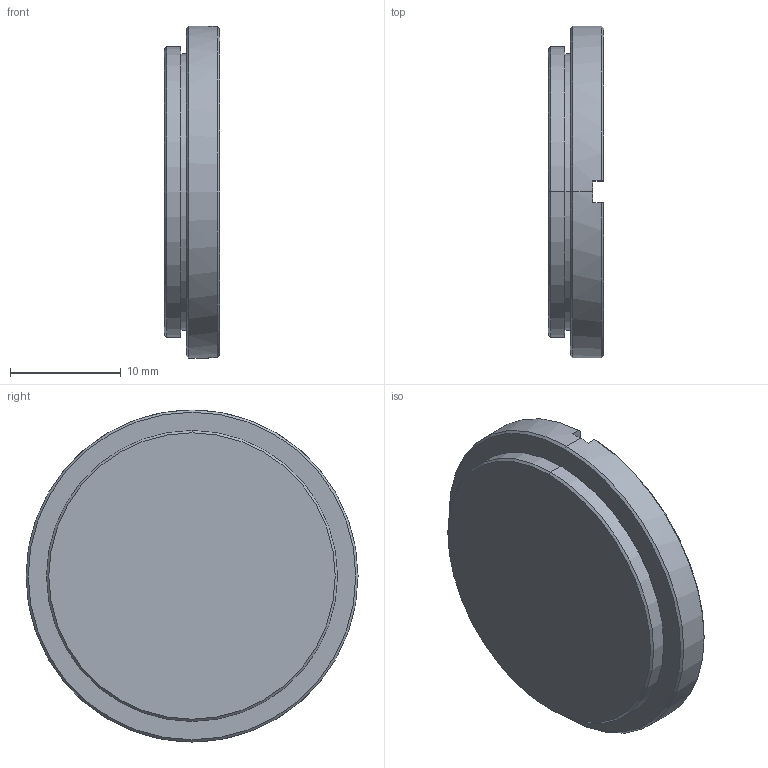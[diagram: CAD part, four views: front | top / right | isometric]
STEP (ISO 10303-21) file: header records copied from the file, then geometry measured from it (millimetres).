
FILE_DESCRIPTION (( 'STEP AP214' ), '1' );
FILE_NAME ('04CEC-S1-05L.STEP', '2018-10-17T08:19:13', ( '' ), ( '' ), 'SwSTEP 2.0', 'SolidWorks 2016', '' );
FILE_SCHEMA (( 'AUTOMOTIVE_DESIGN' ));
Length unit declared in the file: millimetre
Products named in the file (1): 04CEC-S1-05L
Bounding box: 5 x 30 x 30 mm (x, y, z)
Surface area: 1935.9 mm2 (no closed solid volume)
Topology: 0 solids, 2 shells, 19 faces, 44 edges, 28 vertices
Faces by surface type: plane 7, cylinder 6, cone 6
Entity records: 781 total; most frequent: CARTESIAN_POINT 104, DIRECTION 102, ORIENTED_EDGE 84, EDGE_CURVE 44, AXIS2_PLACEMENT_3D 42, VERTEX_POINT 28, CIRCLE 22, UNCERTAINTY_MEASURE_WITH_UNIT 21
